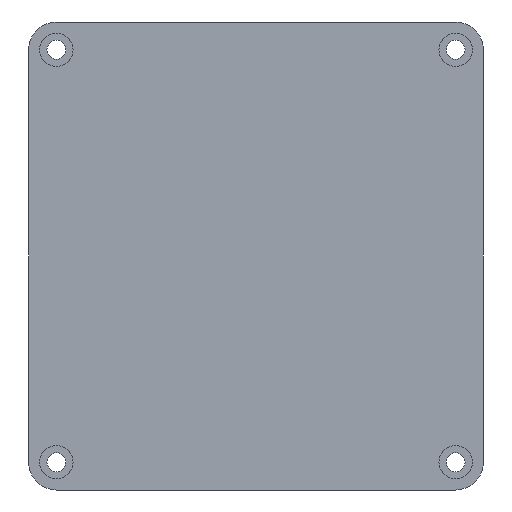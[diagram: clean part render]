
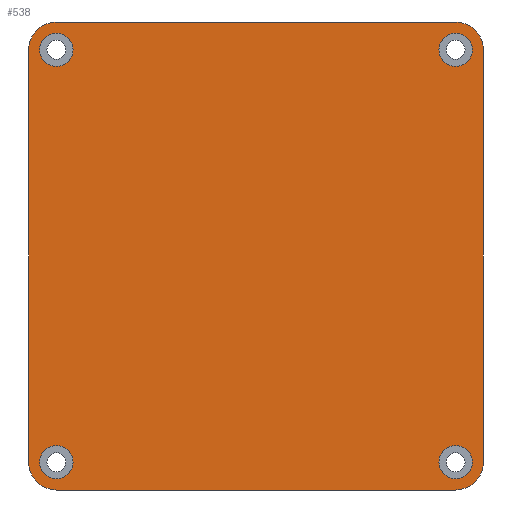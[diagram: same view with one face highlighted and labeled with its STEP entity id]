
A CAD part, left-side view. The second image highlights one B-rep face of the part: STEP entity #538.
In plain terms, the highlighted planar face has unit normal (-1, 0, 0).
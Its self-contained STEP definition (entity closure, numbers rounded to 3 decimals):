
#23=FACE_BOUND('',#105,.T.);
#24=FACE_BOUND('',#106,.T.);
#25=FACE_BOUND('',#107,.T.);
#26=FACE_BOUND('',#108,.T.);
#44=PLANE('',#603);
#70=FACE_OUTER_BOUND('',#104,.T.);
#104=EDGE_LOOP('',(#469,#470,#471,#472,#473,#474,#475,#476));
#105=EDGE_LOOP('',(#477));
#106=EDGE_LOOP('',(#478));
#107=EDGE_LOOP('',(#479));
#108=EDGE_LOOP('',(#480));
#135=LINE('',#830,#183);
#144=LINE('',#850,#192);
#146=LINE('',#856,#194);
#164=LINE('',#908,#212);
#183=VECTOR('',#659,10.);
#192=VECTOR('',#678,10.);
#194=VECTOR('',#686,10.);
#212=VECTOR('',#744,10.);
#218=CIRCLE('',#564,5.);
#226=CIRCLE('',#575,5.);
#227=CIRCLE('',#577,5.);
#228=CIRCLE('',#580,5.);
#230=CIRCLE('',#589,3.);
#232=CIRCLE('',#592,3.);
#234=CIRCLE('',#595,3.);
#236=CIRCLE('',#598,3.);
#243=VERTEX_POINT('',#785);
#244=VERTEX_POINT('',#787);
#263=VERTEX_POINT('',#829);
#264=VERTEX_POINT('',#833);
#265=VERTEX_POINT('',#837);
#266=VERTEX_POINT('',#839);
#269=VERTEX_POINT('',#848);
#270=VERTEX_POINT('',#852);
#277=VERTEX_POINT('',#880);
#279=VERTEX_POINT('',#886);
#281=VERTEX_POINT('',#892);
#283=VERTEX_POINT('',#898);
#291=EDGE_CURVE('',#243,#244,#218,.T.);
#312=EDGE_CURVE('',#263,#244,#135,.T.);
#314=EDGE_CURVE('',#263,#264,#226,.T.);
#317=EDGE_CURVE('',#265,#266,#227,.T.);
#323=EDGE_CURVE('',#265,#269,#144,.T.);
#325=EDGE_CURVE('',#270,#269,#228,.T.);
#326=EDGE_CURVE('',#270,#264,#146,.T.);
#339=EDGE_CURVE('',#277,#277,#230,.T.);
#342=EDGE_CURVE('',#279,#279,#232,.T.);
#345=EDGE_CURVE('',#281,#281,#234,.T.);
#348=EDGE_CURVE('',#283,#283,#236,.T.);
#352=EDGE_CURVE('',#243,#266,#164,.T.);
#469=ORIENTED_EDGE('',*,*,#291,.F.);
#470=ORIENTED_EDGE('',*,*,#352,.T.);
#471=ORIENTED_EDGE('',*,*,#317,.F.);
#472=ORIENTED_EDGE('',*,*,#323,.T.);
#473=ORIENTED_EDGE('',*,*,#325,.F.);
#474=ORIENTED_EDGE('',*,*,#326,.T.);
#475=ORIENTED_EDGE('',*,*,#314,.F.);
#476=ORIENTED_EDGE('',*,*,#312,.T.);
#477=ORIENTED_EDGE('',*,*,#348,.F.);
#478=ORIENTED_EDGE('',*,*,#339,.F.);
#479=ORIENTED_EDGE('',*,*,#342,.F.);
#480=ORIENTED_EDGE('',*,*,#345,.F.);
#538=ADVANCED_FACE('',(#70,#23,#24,#25,#26),#44,.F.);
#564=AXIS2_PLACEMENT_3D('',#788,#626,#627);
#575=AXIS2_PLACEMENT_3D('',#834,#663,#664);
#577=AXIS2_PLACEMENT_3D('',#840,#669,#670);
#580=AXIS2_PLACEMENT_3D('',#854,#682,#683);
#589=AXIS2_PLACEMENT_3D('',#882,#712,#713);
#592=AXIS2_PLACEMENT_3D('',#888,#719,#720);
#595=AXIS2_PLACEMENT_3D('',#894,#726,#727);
#598=AXIS2_PLACEMENT_3D('',#900,#733,#734);
#603=AXIS2_PLACEMENT_3D('',#910,#747,#748);
#626=DIRECTION('center_axis',(1.,0.,0.));
#627=DIRECTION('ref_axis',(0.,0.707,0.707));
#659=DIRECTION('',(0.,1.,0.));
#663=DIRECTION('center_axis',(1.,0.,0.));
#664=DIRECTION('ref_axis',(0.,-0.707,0.707));
#669=DIRECTION('center_axis',(1.,0.,0.));
#670=DIRECTION('ref_axis',(0.,0.707,-0.707));
#678=DIRECTION('',(0.,-1.,0.));
#682=DIRECTION('center_axis',(1.,0.,0.));
#683=DIRECTION('ref_axis',(0.,-0.707,-0.707));
#686=DIRECTION('',(0.,0.,1.));
#712=DIRECTION('center_axis',(-1.,0.,0.));
#713=DIRECTION('ref_axis',(0.,1.,0.));
#719=DIRECTION('center_axis',(-1.,0.,0.));
#720=DIRECTION('ref_axis',(0.,1.,0.));
#726=DIRECTION('center_axis',(-1.,0.,0.));
#727=DIRECTION('ref_axis',(0.,1.,0.));
#733=DIRECTION('center_axis',(-1.,0.,0.));
#734=DIRECTION('ref_axis',(0.,1.,0.));
#744=DIRECTION('',(0.,0.,-1.));
#747=DIRECTION('center_axis',(1.,0.,0.));
#748=DIRECTION('ref_axis',(0.,1.,0.));
#785=CARTESIAN_POINT('',(0.,21.913,12.108));
#787=CARTESIAN_POINT('',(0.,16.913,17.108));
#788=CARTESIAN_POINT('Origin',(0.,16.913,12.108));
#829=CARTESIAN_POINT('',(0.,-55.,17.108));
#830=CARTESIAN_POINT('',(0.,-60.,17.108));
#833=CARTESIAN_POINT('',(0.,-60.,12.108));
#834=CARTESIAN_POINT('Origin',(0.,-55.,12.108));
#837=CARTESIAN_POINT('',(0.,16.913,-67.186));
#839=CARTESIAN_POINT('',(0.,21.913,-62.186));
#840=CARTESIAN_POINT('Origin',(0.,16.913,-62.186));
#848=CARTESIAN_POINT('',(0.,-55.,-67.186));
#850=CARTESIAN_POINT('',(0.,21.913,-67.186));
#852=CARTESIAN_POINT('',(0.,-60.,-62.186));
#854=CARTESIAN_POINT('Origin',(0.,-55.,-62.186));
#856=CARTESIAN_POINT('',(0.,-60.,-67.186));
#880=CARTESIAN_POINT('',(0.,-58.,12.108));
#882=CARTESIAN_POINT('Origin',(0.,-55.,12.108));
#886=CARTESIAN_POINT('',(0.,-58.,-62.186));
#888=CARTESIAN_POINT('Origin',(0.,-55.,-62.186));
#892=CARTESIAN_POINT('',(0.,13.913,-62.186));
#894=CARTESIAN_POINT('Origin',(0.,16.913,-62.186));
#898=CARTESIAN_POINT('',(0.,13.913,12.108));
#900=CARTESIAN_POINT('Origin',(0.,16.913,12.108));
#908=CARTESIAN_POINT('',(0.,21.913,17.108));
#910=CARTESIAN_POINT('Origin',(0.,-19.044,-25.039));
